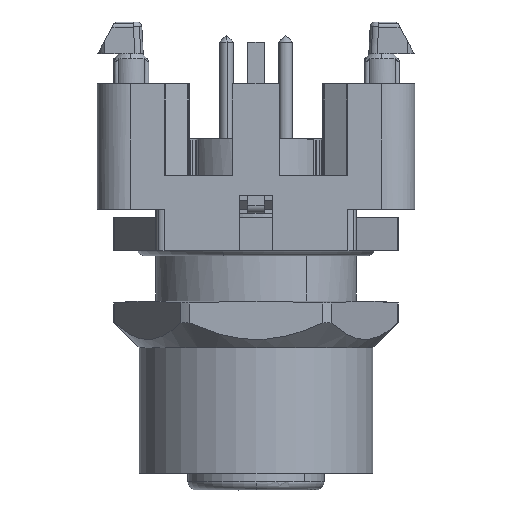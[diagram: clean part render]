
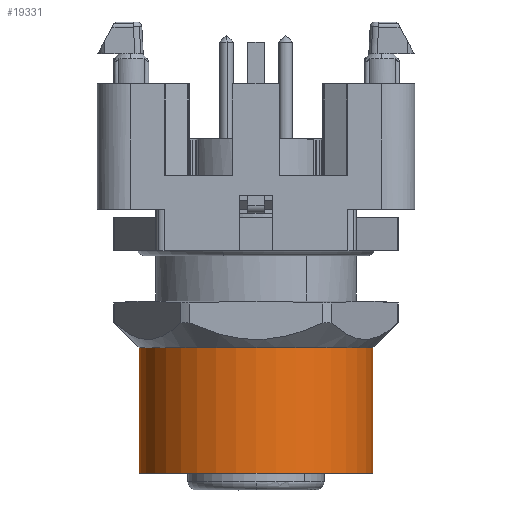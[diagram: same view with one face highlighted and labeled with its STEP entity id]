
A CAD part, front view. The second image highlights one B-rep face of the part: STEP entity #19331.
In plain terms, the highlighted cylindrical face has radius 7 mm (diameter 14 mm), a partial arc.
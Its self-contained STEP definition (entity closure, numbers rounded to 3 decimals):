
#19313=AXIS2_PLACEMENT_3D('Cylinder Axis2P3D',#19310,#19311,#19312) ;
#19317=AXIS2_PLACEMENT_3D('Circle Axis2P3D',#19315,#19316,$) ;
#19322=AXIS2_PLACEMENT_3D('Circle Axis2P3D',#19320,#19321,$) ;
#19275=CARTESIAN_POINT('Line Origine',(2.5,8.5,4.75)) ;
#19279=CARTESIAN_POINT('Vertex',(2.5,8.5,8.5)) ;
#19281=CARTESIAN_POINT('Vertex',(2.5,8.5,1.)) ;
#19288=CARTESIAN_POINT('Vertex',(16.5,8.5,8.5)) ;
#19291=CARTESIAN_POINT('Line Origine',(16.5,8.5,4.75)) ;
#19295=CARTESIAN_POINT('Vertex',(16.5,8.5,1.)) ;
#19310=CARTESIAN_POINT('Axis2P3D Location',(9.5,8.5,4.75)) ;
#19315=CARTESIAN_POINT('Axis2P3D Location',(9.5,8.5,8.5)) ;
#19320=CARTESIAN_POINT('Axis2P3D Location',(9.5,8.5,1.)) ;
#19276=DIRECTION('Vector Direction',(0.,0.,-1.)) ;
#19292=DIRECTION('Vector Direction',(0.,0.,-1.)) ;
#19311=DIRECTION('Axis2P3D Direction',(0.,0.,-1.)) ;
#19312=DIRECTION('Axis2P3D XDirection',(1.,0.,0.)) ;
#19316=DIRECTION('Axis2P3D Direction',(0.,0.,-1.)) ;
#19321=DIRECTION('Axis2P3D Direction',(0.,0.,-1.)) ;
#19277=VECTOR('Line Direction',#19276,1.) ;
#19293=VECTOR('Line Direction',#19292,1.) ;
#19326=ORIENTED_EDGE('',*,*,#19297,.T.) ;
#19327=ORIENTED_EDGE('',*,*,#19319,.T.) ;
#19328=ORIENTED_EDGE('',*,*,#19283,.T.) ;
#19329=ORIENTED_EDGE('',*,*,#19324,.F.) ;
#19331=ADVANCED_FACE('V2',(#19330),#19314,.T.) ;
#19318=CIRCLE('generated circle',#19317,7.) ;
#19323=CIRCLE('generated circle',#19322,7.) ;
#19314=CYLINDRICAL_SURFACE('generated cylinder',#19313,7.) ;
#19283=EDGE_CURVE('',#19280,#19282,#19278,.T.) ;
#19297=EDGE_CURVE('',#19296,#19289,#19294,.F.) ;
#19319=EDGE_CURVE('',#19289,#19280,#19318,.T.) ;
#19324=EDGE_CURVE('',#19296,#19282,#19323,.T.) ;
#19325=EDGE_LOOP('',(#19326,#19327,#19328,#19329)) ;
#19330=FACE_OUTER_BOUND('',#19325,.T.) ;
#19278=LINE('Line',#19275,#19277) ;
#19294=LINE('Line',#19291,#19293) ;
#19280=VERTEX_POINT('',#19279) ;
#19282=VERTEX_POINT('',#19281) ;
#19289=VERTEX_POINT('',#19288) ;
#19296=VERTEX_POINT('',#19295) ;
